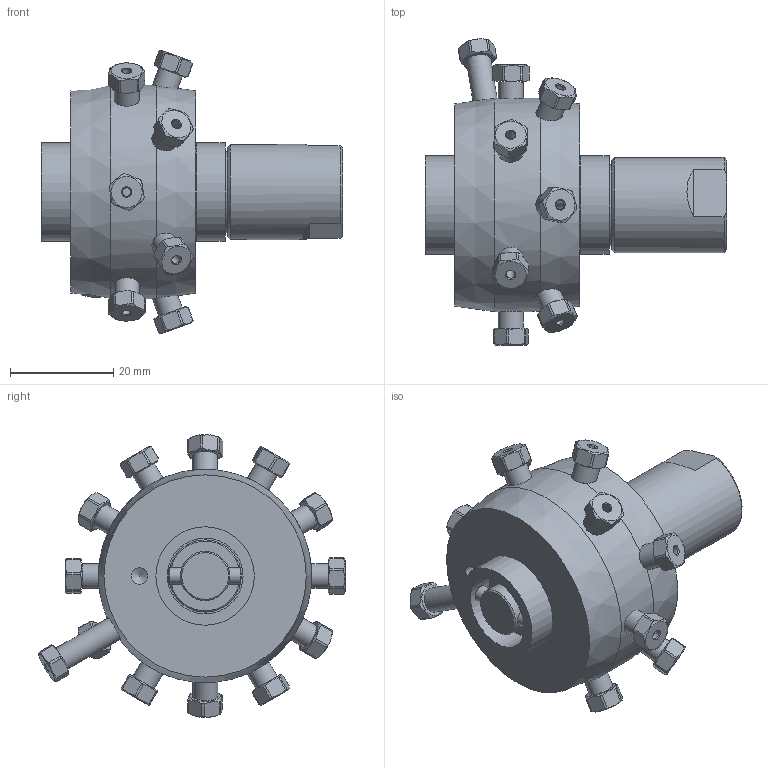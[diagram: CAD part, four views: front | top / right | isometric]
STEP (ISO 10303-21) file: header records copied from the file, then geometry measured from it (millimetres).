
FILE_DESCRIPTION((''),'2;1');
FILE_NAME('313456-DCSF6MWE Valve 6 mpos.stp','2013-11-07T13:53:37',('Franzp'),(''),'Autodesk Inventor 2013','Autodesk Inventor 2013','');
FILE_SCHEMA(('AUTOMOTIVE_DESIGN { 1 0 10303 214 1 1 1 1 }'));
Length unit declared in the file: millimetre
Products named in the file (1): 313456_Shrinkwrap_1
Bounding box: 58.28 x 59.28 x 54.73 mm (x, y, z)
Surface area: 12076.5 mm2 (no closed solid volume)
Topology: 0 solids, 27 shells, 302 faces, 830 edges, 564 vertices
Faces by surface type: plane 132, cylinder 119, cone 51
Full cylindrical faces by diameter (mm): 1.71 x1, 1.727 x12, 3.183 x1, 3.21 x1, 4.7 x1, 4.826 x12, 5 x6, 9.525 x1, 14.681 x1, 15.748 x1, 18.415 x1, 19.05 x2, 41.275 x1
Entity records: 9570 total; most frequent: CARTESIAN_POINT 2373, DIRECTION 1416, ORIENTED_EDGE 1280, EDGE_CURVE 687, AXIS2_PLACEMENT_3D 615, VERTEX_POINT 512, EDGE_LOOP 438, CIRCLE 310
